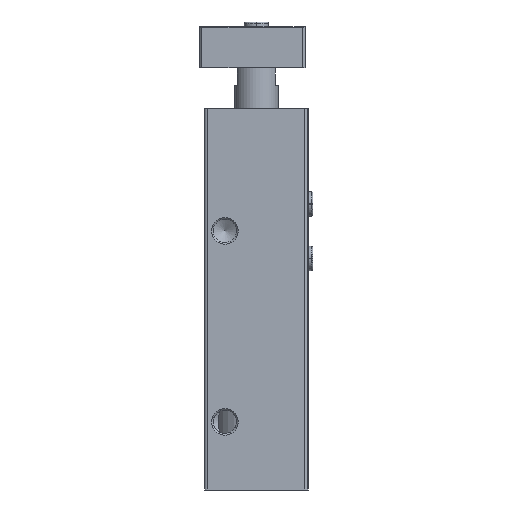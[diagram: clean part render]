
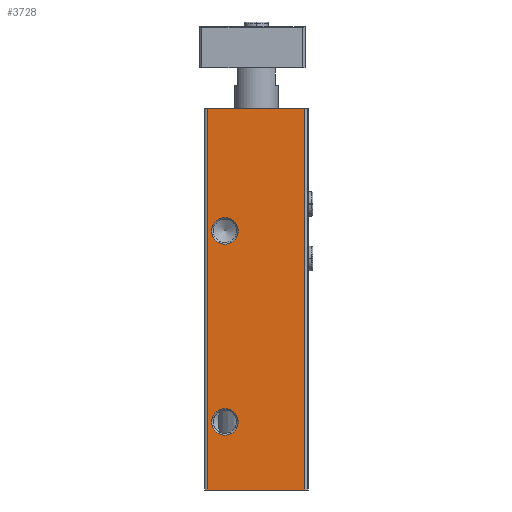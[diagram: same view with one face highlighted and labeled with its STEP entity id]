
A CAD part, left-side view. The second image highlights one B-rep face of the part: STEP entity #3728.
In plain terms, the highlighted planar face has unit normal (-1, 0, 0).
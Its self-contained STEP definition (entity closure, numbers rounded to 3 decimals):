
#72=LINE('',#5722,#334);
#73=LINE('',#5725,#335);
#74=LINE('',#5727,#336);
#75=LINE('',#5729,#337);
#334=VECTOR('',#4515,1000.);
#335=VECTOR('',#4516,1000.);
#336=VECTOR('',#4517,1000.);
#337=VECTOR('',#4518,1000.);
#596=PLANE('',#4039);
#760=CIRCLE('',#4040,4.864);
#761=CIRCLE('',#4041,4.864);
#970=ORIENTED_EDGE('',*,*,#1975,.T.);
#971=ORIENTED_EDGE('',*,*,#1976,.T.);
#972=ORIENTED_EDGE('',*,*,#1977,.F.);
#973=ORIENTED_EDGE('',*,*,#1978,.F.);
#974=ORIENTED_EDGE('',*,*,#1979,.T.);
#975=ORIENTED_EDGE('',*,*,#1980,.T.);
#1975=EDGE_CURVE('',#2477,#2477,#760,.T.);
#1976=EDGE_CURVE('',#2478,#2478,#761,.T.);
#1977=EDGE_CURVE('',#2479,#2480,#72,.T.);
#1978=EDGE_CURVE('',#2481,#2479,#73,.T.);
#1979=EDGE_CURVE('',#2481,#2482,#74,.T.);
#1980=EDGE_CURVE('',#2482,#2480,#75,.T.);
#2477=VERTEX_POINT('',#5719);
#2478=VERTEX_POINT('',#5721);
#2479=VERTEX_POINT('',#5723);
#2480=VERTEX_POINT('',#5724);
#2481=VERTEX_POINT('',#5726);
#2482=VERTEX_POINT('',#5728);
#2890=EDGE_LOOP('',(#970));
#2891=EDGE_LOOP('',(#971));
#2892=EDGE_LOOP('',(#972,#973,#974,#975));
#3263=FACE_BOUND('',#2890,.T.);
#3264=FACE_BOUND('',#2891,.T.);
#3265=FACE_BOUND('',#2892,.T.);
#3728=ADVANCED_FACE('',(#3263,#3264,#3265),#596,.T.);
#4039=AXIS2_PLACEMENT_3D('',#5717,#4509,#4510);
#4040=AXIS2_PLACEMENT_3D('',#5718,#4511,#4512);
#4041=AXIS2_PLACEMENT_3D('',#5720,#4513,#4514);
#4509=DIRECTION('',(-1.,0.,0.));
#4510=DIRECTION('',(0.,0.,1.));
#4511=DIRECTION('',(1.,0.,0.));
#4512=DIRECTION('',(0.,0.,-1.));
#4513=DIRECTION('',(1.,0.,0.));
#4514=DIRECTION('',(0.,0.,-1.));
#4515=DIRECTION('',(0.,-1.,0.));
#4516=DIRECTION('',(0.,0.,1.));
#4517=DIRECTION('',(0.,-1.,0.));
#4518=DIRECTION('',(0.,0.,1.));
#5717=CARTESIAN_POINT('',(-49.,18.,-140.));
#5718=CARTESIAN_POINT('',(-49.,11.5,-115.));
#5719=CARTESIAN_POINT('',(-49.,11.5,-119.864));
#5720=CARTESIAN_POINT('',(-49.,11.5,-44.9));
#5721=CARTESIAN_POINT('',(-49.,11.5,-49.764));
#5722=CARTESIAN_POINT('',(-49.,18.,0.));
#5723=CARTESIAN_POINT('',(-49.,18.,0.));
#5724=CARTESIAN_POINT('',(-49.,-17.8,0.));
#5725=CARTESIAN_POINT('',(-49.,18.,-140.));
#5726=CARTESIAN_POINT('',(-49.,18.,-140.));
#5727=CARTESIAN_POINT('',(-49.,18.,-140.));
#5728=CARTESIAN_POINT('',(-49.,-17.8,-140.));
#5729=CARTESIAN_POINT('',(-49.,-17.8,-140.));
